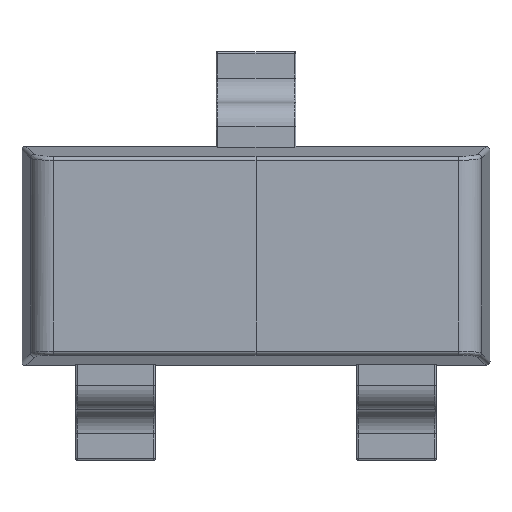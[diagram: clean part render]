
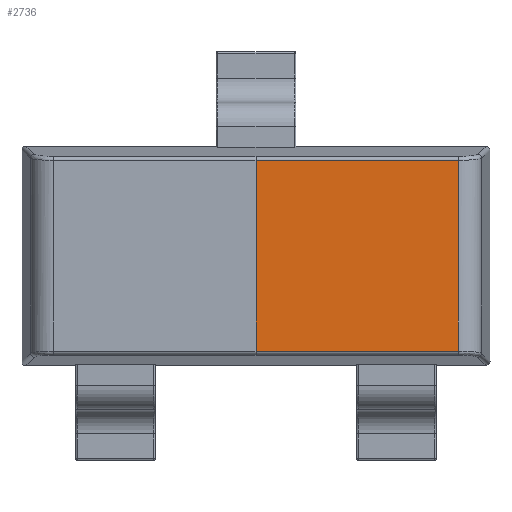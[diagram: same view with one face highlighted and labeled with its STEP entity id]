
A CAD part, top view. The second image highlights one B-rep face of the part: STEP entity #2736.
In plain terms, the highlighted planar face has unit normal (0, 0, 1).
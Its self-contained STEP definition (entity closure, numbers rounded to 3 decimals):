
#59=PLANE('',#3086);
#299=FACE_OUTER_BOUND('',#476,.T.);
#476=EDGE_LOOP('',(#2337,#2338,#2339,#2340));
#846=LINE('',#5174,#1045);
#847=LINE('',#5203,#1046);
#848=LINE('',#5207,#1047);
#849=LINE('',#5208,#1048);
#1045=VECTOR('',#3899,10.);
#1046=VECTOR('',#3904,10.);
#1047=VECTOR('',#3909,10.);
#1048=VECTOR('',#3910,10.);
#1290=VERTEX_POINT('',#5140);
#1292=VERTEX_POINT('',#5170);
#1293=VERTEX_POINT('',#5202);
#1294=VERTEX_POINT('',#5206);
#1667=EDGE_CURVE('',#1290,#1292,#846,.T.);
#1669=EDGE_CURVE('',#1293,#1292,#847,.T.);
#1671=EDGE_CURVE('',#1290,#1294,#848,.T.);
#1672=EDGE_CURVE('',#1293,#1294,#849,.T.);
#2337=ORIENTED_EDGE('',*,*,#1667,.F.);
#2338=ORIENTED_EDGE('',*,*,#1671,.T.);
#2339=ORIENTED_EDGE('',*,*,#1672,.F.);
#2340=ORIENTED_EDGE('',*,*,#1669,.T.);
#2736=ADVANCED_FACE('',(#299),#59,.F.);
#3086=AXIS2_PLACEMENT_3D('',#5205,#3907,#3908);
#3899=DIRECTION('',(1.,0.,0.));
#3904=DIRECTION('',(0.,1.,0.));
#3907=DIRECTION('center_axis',(0.,0.,-1.));
#3908=DIRECTION('ref_axis',(-1.,0.,0.));
#3909=DIRECTION('',(0.,-1.,0.));
#3910=DIRECTION('',(-1.,0.,0.));
#5140=CARTESIAN_POINT('',(0.,0.612,0.5));
#5170=CARTESIAN_POINT('',(1.296,0.612,0.5));
#5174=CARTESIAN_POINT('',(0.648,0.612,0.5));
#5202=CARTESIAN_POINT('',(1.296,-0.612,0.5));
#5203=CARTESIAN_POINT('',(1.296,0.,0.5));
#5205=CARTESIAN_POINT('Origin',(1.296,0.,0.5));
#5206=CARTESIAN_POINT('',(0.,-0.612,0.5));
#5207=CARTESIAN_POINT('',(0.,0.,0.5));
#5208=CARTESIAN_POINT('',(0.648,-0.612,0.5));
